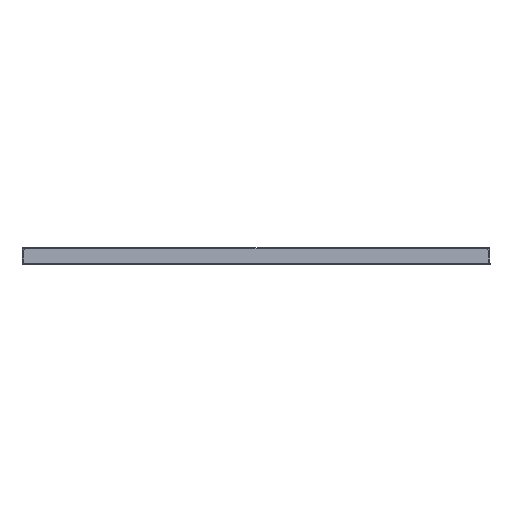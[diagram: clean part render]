
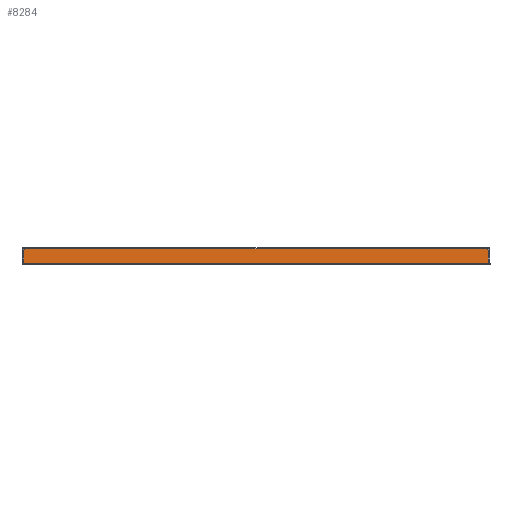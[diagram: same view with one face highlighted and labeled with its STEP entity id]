
A CAD part, top view. The second image highlights one B-rep face of the part: STEP entity #8284.
In plain terms, the highlighted planar face has unit normal (0, 0.035, 0.999).
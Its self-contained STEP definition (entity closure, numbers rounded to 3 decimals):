
#1=DIRECTION('',(-1.,0.,0.));
#2=VECTOR('',#1,894.004);
#3=CARTESIAN_POINT('',(447.002,-30.,1400.));
#4=LINE('',#3,#2);
#5=DIRECTION('',(-0.035,-0.999,0.035));
#6=VECTOR('',#5,28.104);
#7=CARTESIAN_POINT('',(-446.022,-1.93,1399.02));
#8=LINE('',#7,#6);
#9=CARTESIAN_POINT('',(0.,-1.919,1399.019));
#10=CARTESIAN_POINT('',(-69.347,-1.919,1399.019));
#11=CARTESIAN_POINT('',(-213.031,-1.918,1399.019));
#12=CARTESIAN_POINT('',(-366.695,-1.923,1399.02));
#13=CARTESIAN_POINT('',(-446.022,-1.93,1399.02));
#15=CARTESIAN_POINT('',(0.,-1.919,1399.019));
#16=CARTESIAN_POINT('',(69.347,-1.919,1399.019));
#17=CARTESIAN_POINT('',(213.031,-1.918,1399.019));
#18=CARTESIAN_POINT('',(366.695,-1.923,1399.02));
#19=CARTESIAN_POINT('',(446.022,-1.93,1399.02));
#21=DIRECTION('',(0.035,-0.999,0.035));
#22=VECTOR('',#21,28.104);
#23=CARTESIAN_POINT('',(446.022,-1.93,1399.02));
#24=LINE('',#23,#22);
#5985=CARTESIAN_POINT('',(446.022,-1.93,1399.02));
#6026=CARTESIAN_POINT('',(-446.022,-1.93,
1399.02));
#7858=VERTEX_POINT('',#6026);
#7877=VERTEX_POINT('',#5985);
#7893=CARTESIAN_POINT('',(0.,-1.919,
1399.019));
#7894=VERTEX_POINT('',#7893);
#7895=CARTESIAN_POINT('',(447.002,-30.,1400.));
#7896=CARTESIAN_POINT('',(-447.002,-30.,1400.));
#7897=VERTEX_POINT('',#7895);
#7898=VERTEX_POINT('',#7896);
#8267=CARTESIAN_POINT('',(450.,-30.,1400.));
#8268=DIRECTION('',(0.,0.035,0.999));
#8269=DIRECTION('',(0.,0.999,-0.035));
#8270=AXIS2_PLACEMENT_3D('',#8267,#8268,#8269);
#8271=PLANE('',#8270);
#8273=ORIENTED_EDGE('',*,*,#8272,.T.);
#8275=ORIENTED_EDGE('',*,*,#8274,.F.);
#8277=ORIENTED_EDGE('',*,*,#8276,.F.);
#8279=ORIENTED_EDGE('',*,*,#8278,.T.);
#8281=ORIENTED_EDGE('',*,*,#8280,.T.);
#8282=EDGE_LOOP('',(#8273,#8275,#8277,#8279,#8281));
#8283=FACE_OUTER_BOUND('',#8282,.F.);
#8284=ADVANCED_FACE('',(#8283),#8271,.T.);
#14=B_SPLINE_CURVE_WITH_KNOTS('',3,(#9,#10,#11,#12,#13),.UNSPECIFIED.,.F.,.F.,
(4,1,4),(0.,0.5,1.),.UNSPECIFIED.);
#20=B_SPLINE_CURVE_WITH_KNOTS('',3,(#15,#16,#17,#18,#19),.UNSPECIFIED.,.F.,.F.,(
4,1,4),(0.,0.5,1.),.UNSPECIFIED.);
#8272=EDGE_CURVE('',#7897,#7898,#4,.T.);
#8274=EDGE_CURVE('',#7858,#7898,#8,.T.);
#8276=EDGE_CURVE('',#7894,#7858,#14,.T.);
#8278=EDGE_CURVE('',#7894,#7877,#20,.T.);
#8280=EDGE_CURVE('',#7877,#7897,#24,.T.);
